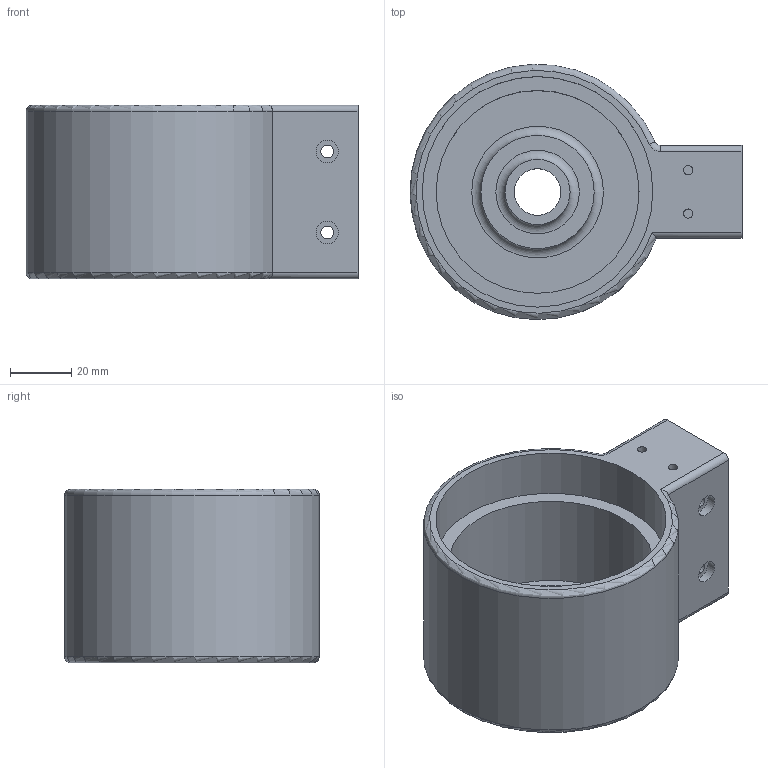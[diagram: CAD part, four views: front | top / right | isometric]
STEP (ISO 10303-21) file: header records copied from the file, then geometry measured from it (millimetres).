
FILE_DESCRIPTION(/* description */ (''),/* implementation_level */ '2;1');
FILE_NAME(/* name */ 'j2 arm part CNC.stp',/* time_stamp */ '2025-08-25T10:48:02+08:00',/* author */ ('gavin'),/* organization */ (''),/* preprocessor_version */ 'ST-DEVELOPER v20',/* originating_system */ 'Autodesk Inventor 2025',/* authorisation */ '');
FILE_SCHEMA (('AUTOMOTIVE_DESIGN { 1 0 10303 214 3 1 1 }'));
Length unit declared in the file: millimetre
Products named in the file (1): j2 arm part
Bounding box: 107.99 x 82.97 x 56.5 mm (x, y, z)
Volume: 154614.3 mm3; surface area: 45596.9 mm2
Topology: 1 solids, 1 shells, 53 faces, 114 edges, 74 vertices
Faces by surface type: plane 24, cylinder 22, torus 6, cone 1
Full cylindrical faces by diameter (mm): 3 x2, 4.2 x4, 7.3 x4, 15.15 x1, 21.15 x1, 27 x1, 36.83 x1, 66 x1, 75 x1
Entity records: 1549 total; most frequent: DIRECTION 276, CARTESIAN_POINT 268, ORIENTED_EDGE 228, EDGE_CURVE 114, AXIS2_PLACEMENT_3D 110, EDGE_LOOP 78, VERTEX_POINT 74, LINE 56
